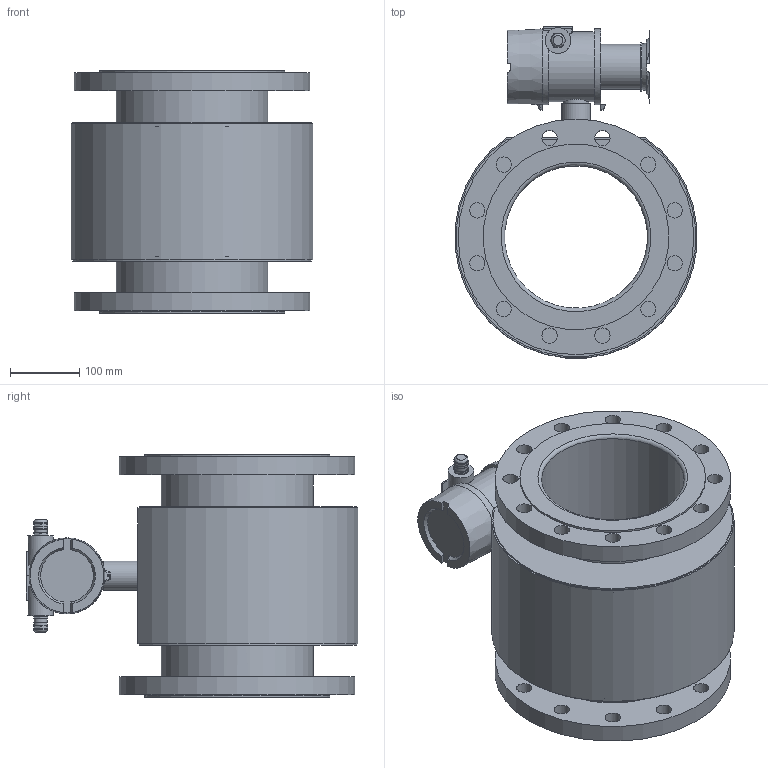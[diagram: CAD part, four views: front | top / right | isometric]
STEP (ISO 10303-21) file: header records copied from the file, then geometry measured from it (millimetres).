
FILE_DESCRIPTION(/* description */ (''),/* implementation_level */ '2;1');
FILE_NAME(/* name */ 'magflux A DN200 kompakt.stp',/* time_stamp */ '2021-11-30T01:10:10+01:00',/* author */ ('g.duesseldorf'),/* organization */ (''),/* preprocessor_version */ 'ST-DEVELOPER v18.1',/* originating_system */ 'Autodesk Inventor 2022',/* authorisation */ '');
FILE_SCHEMA (('CONFIG_CONTROL_DESIGN'));
Length unit declared in the file: millimetre
Products named in the file (1): magflux A DN200 kompakt_Ersatzobjekt_1
Bounding box: 348.74 x 478.84 x 350 mm (x, y, z)
Volume: 6576756.5 mm3; surface area: 1636353.4 mm2
Topology: 8 solids, 9 shells, 331 faces, 781 edges, 496 vertices
Faces by surface type: plane 148, cylinder 107, cone 59, torus 10, bspline 5, sphere 2
Full cylindrical faces by diameter (mm): 3 x2, 5 x2, 17 x4, 18.376 x1, 18.6 x4, 19.8 x4, 20 x1, 22 x24, 37 x2, 37.8 x1, 40.5 x1, 42 x1, 65 x1, 70.25 x1, 78 x1, 100.8 x1, 109.6 x2, 206 x1, 212 x2, 218 x2, 219.1 x1, 221.3 x2, 222.5 x2, 268 x2, 340 x2
Entity records: 10456 total; most frequent: CARTESIAN_POINT 2362, DIRECTION 1643, ORIENTED_EDGE 1558, EDGE_CURVE 779, AXIS2_PLACEMENT_3D 675, VERTEX_POINT 496, EDGE_LOOP 425, STYLED_ITEM 339
